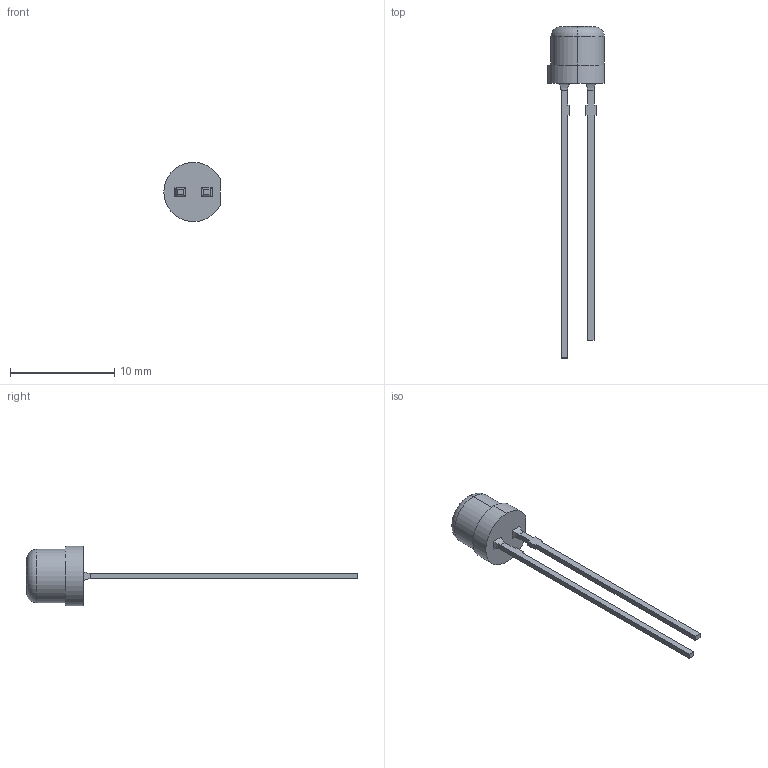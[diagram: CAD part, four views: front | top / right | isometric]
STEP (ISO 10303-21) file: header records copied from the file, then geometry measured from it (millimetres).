
FILE_DESCRIPTION (( 'STEP AP214' ), '1' );
FILE_NAME ('TEPT5700.STEP', '2023-12-27T11:05:56', ( 'LENOVO' ), ( '' ), 'SwSTEP 2.0', 'SolidWorks 2021', '' );
FILE_SCHEMA (( 'AUTOMOTIVE_DESIGN' ));
Length unit declared in the file: millimetre
Products named in the file (1): TEPT5700
Bounding box: 5.4 x 31.85 x 5.7 mm (x, y, z)
Volume: 133.2 mm3; surface area: 255.2 mm2
Topology: 5 solids, 5 shells, 48 faces, 112 edges, 74 vertices
Faces by surface type: plane 31, bspline 8, cylinder 5, torus 2, sphere 2
Entity records: 1541 total; most frequent: CARTESIAN_POINT 403, ORIENTED_EDGE 224, DIRECTION 197, EDGE_CURVE 112, LINE 77, VECTOR 77, VERTEX_POINT 74, AXIS2_PLACEMENT_3D 60
